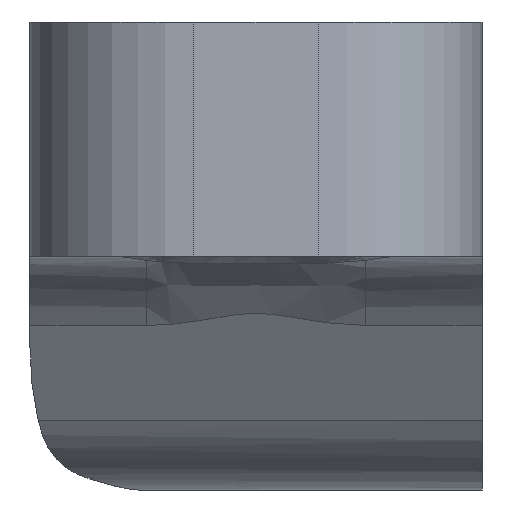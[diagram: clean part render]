
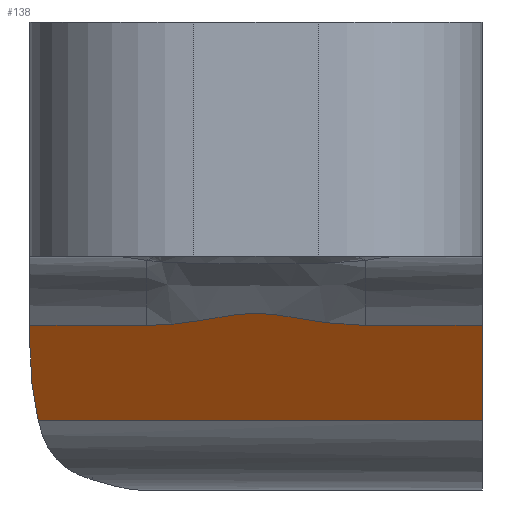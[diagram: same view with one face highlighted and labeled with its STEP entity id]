
A CAD part, front view. The second image highlights one B-rep face of the part: STEP entity #138.
In plain terms, the highlighted planar face has unit normal (0, -0.832, -0.555).
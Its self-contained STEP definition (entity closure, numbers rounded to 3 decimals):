
#45 = CARTESIAN_POINT ( 'NONE',  ( 10.5, -35., 0. ) ) ;
#138 = ADVANCED_FACE ( 'NONE', ( #1987 ), #2544, .F. ) ;
#192 = LINE ( 'NONE', #1108, #2797 ) ;
#269 = CARTESIAN_POINT ( 'NONE',  ( -1.15, -42.323, 10.984 ) ) ;
#286 = B_SPLINE_CURVE_WITH_KNOTS ( 'NONE', 3,
 ( #932, #712, #483, #1375, #2276, #269, #1158, #2064, #2076, #943, #1844, #724, #500, #1393, #801, #2162, #829, #785, #2554, #373 ),
 .UNSPECIFIED., .F., .F.,
 ( 4, 2, 2, 2, 2, 2, 2, 2, 2, 4 ),
 ( 0., 0.002, 0.004, 0.005, 0.006, 0.007, 0.009, 0.011, 0.013, 0.014 ),
 .UNSPECIFIED. ) ;
#289 = VERTEX_POINT ( 'NONE', #2142 ) ;
#373 = CARTESIAN_POINT ( 'NONE',  ( -11.007, -42.031, 10.547 ) ) ;
#377 = LINE ( 'NONE', #1728, #1186 ) ;
#381 = CARTESIAN_POINT ( 'NONE',  ( 10.5, -42.031, 10.547 ) ) ;
#400 = EDGE_CURVE ( 'NONE', #2189, #1315, #192, .T. ) ;
#479 = CARTESIAN_POINT ( 'NONE',  ( -11.007, -42.031, 10.547 ) ) ;
#483 = CARTESIAN_POINT ( 'NONE',  ( 1.804, -42.054, 10.58 ) ) ;
#488 = VERTEX_POINT ( 'NONE', #2023 ) ;
#500 = CARTESIAN_POINT ( 'NONE',  ( -5.235, -42.503, 11.255 ) ) ;
#549 = VECTOR ( 'NONE', #756, 1000. ) ;
#566 =( BOUNDED_CURVE ( )  B_SPLINE_CURVE ( 3, ( #1316, #2214, #1275, #2020 ),
 .UNSPECIFIED., .F., .T. ) 
 B_SPLINE_CURVE_WITH_KNOTS ( ( 4, 4 ),
 ( 1.571, 1.9 ),
 .UNSPECIFIED. ) 
 CURVE ( )  GEOMETRIC_REPRESENTATION_ITEM ( )  RATIONAL_B_SPLINE_CURVE ( ( 1., 0.991, 0.991, 1. ) ) 
 REPRESENTATION_ITEM ( '' )  );
#585 = ORIENTED_EDGE ( 'NONE', *, *, #1333, .F. ) ;
#617 = EDGE_LOOP ( 'NONE', ( #2312, #1042, #2829, #2710, #585, #1473, #1277 ) ) ;
#624 = LINE ( 'NONE', #1331, #726 ) ;
#645 = AXIS2_PLACEMENT_3D ( 'NONE', #1412, #1192, #1148 ) ;
#674 = EDGE_CURVE ( 'NONE', #1397, #2805, #2762, .T. ) ;
#712 = CARTESIAN_POINT ( 'NONE',  ( 2.403, -42.031, 10.547 ) ) ;
#724 = CARTESIAN_POINT ( 'NONE',  ( -4.659, -42.548, 11.321 ) ) ;
#726 = VECTOR ( 'NONE', #2683, 1000. ) ;
#744 = EDGE_CURVE ( 'NONE', #289, #2189, #286, .T. ) ;
#756 = DIRECTION ( 'NONE',  ( 0., 0.555, -0.832 ) ) ;
#785 = CARTESIAN_POINT ( 'NONE',  ( -9.838, -42.052, 10.578 ) ) ;
#801 = CARTESIAN_POINT ( 'NONE',  ( -6.957, -42.31, 10.965 ) ) ;
#829 = CARTESIAN_POINT ( 'NONE',  ( -8.68, -42.128, 10.692 ) ) ;
#870 = DIRECTION ( 'NONE',  ( 0., -0.555, 0.832 ) ) ;
#932 = CARTESIAN_POINT ( 'NONE',  ( 3.007, -42.031, 10.547 ) ) ;
#943 = CARTESIAN_POINT ( 'NONE',  ( -3.496, -42.545, 11.317 ) ) ;
#945 = EDGE_CURVE ( 'NONE', #2335, #488, #566, .T. ) ;
#1042 = ORIENTED_EDGE ( 'NONE', *, *, #2434, .T. ) ;
#1108 = CARTESIAN_POINT ( 'NONE',  ( -18.5, -42.031, 10.547 ) ) ;
#1148 = DIRECTION ( 'NONE',  ( 0., -0.555, 0.832 ) ) ;
#1158 = CARTESIAN_POINT ( 'NONE',  ( -1.737, -42.398, 11.097 ) ) ;
#1186 = VECTOR ( 'NONE', #2617, 1000. ) ;
#1192 = DIRECTION ( 'NONE',  ( 0., 0.832, 0.555 ) ) ;
#1275 = CARTESIAN_POINT ( 'NONE',  ( -18.319, -39.012, 6.018 ) ) ;
#1277 = ORIENTED_EDGE ( 'NONE', *, *, #1896, .T. ) ;
#1315 = VERTEX_POINT ( 'NONE', #2548 ) ;
#1316 = CARTESIAN_POINT ( 'NONE',  ( -18.5, -41.202, 9.303 ) ) ;
#1331 = CARTESIAN_POINT ( 'NONE',  ( 10.5, -37.969, 4.453 ) ) ;
#1333 = EDGE_CURVE ( 'NONE', #2335, #1315, #2211, .T. ) ;
#1375 = CARTESIAN_POINT ( 'NONE',  ( 0.615, -42.133, 10.7 ) ) ;
#1393 = CARTESIAN_POINT ( 'NONE',  ( -6.384, -42.383, 11.074 ) ) ;
#1397 = VERTEX_POINT ( 'NONE', #381 ) ;
#1412 = CARTESIAN_POINT ( 'NONE',  ( -18.5, -35., 0. ) ) ;
#1473 = ORIENTED_EDGE ( 'NONE', *, *, #945, .T. ) ;
#1534 = DIRECTION ( 'NONE',  ( -1., 0., 0. ) ) ;
#1536 = CARTESIAN_POINT ( 'NONE',  ( -18.5, -35., 0. ) ) ;
#1702 = CARTESIAN_POINT ( 'NONE',  ( 10.5, -37.969, 4.453 ) ) ;
#1728 = CARTESIAN_POINT ( 'NONE',  ( -18.5, -42.031, 10.547 ) ) ;
#1844 = CARTESIAN_POINT ( 'NONE',  ( -3.788, -42.553, 11.329 ) ) ;
#1896 = EDGE_CURVE ( 'NONE', #488, #2805, #624, .T. ) ;
#1987 = FACE_OUTER_BOUND ( 'NONE', #617, .T. ) ;
#2020 = CARTESIAN_POINT ( 'NONE',  ( -17.963, -37.969, 4.453 ) ) ;
#2023 = CARTESIAN_POINT ( 'NONE',  ( -17.963, -37.969, 4.453 ) ) ;
#2064 = CARTESIAN_POINT ( 'NONE',  ( -2.618, -42.486, 11.229 ) ) ;
#2076 = CARTESIAN_POINT ( 'NONE',  ( -2.911, -42.511, 11.267 ) ) ;
#2142 = CARTESIAN_POINT ( 'NONE',  ( 3.007, -42.031, 10.547 ) ) ;
#2162 = CARTESIAN_POINT ( 'NONE',  ( -8.105, -42.183, 10.775 ) ) ;
#2171 = CARTESIAN_POINT ( 'NONE',  ( -18.5, -41.202, 9.303 ) ) ;
#2189 = VERTEX_POINT ( 'NONE', #479 ) ;
#2211 = LINE ( 'NONE', #1536, #2747 ) ;
#2214 = CARTESIAN_POINT ( 'NONE',  ( -18.5, -40.1, 7.649 ) ) ;
#2276 = CARTESIAN_POINT ( 'NONE',  ( 0.025, -42.191, 10.787 ) ) ;
#2312 = ORIENTED_EDGE ( 'NONE', *, *, #674, .F. ) ;
#2335 = VERTEX_POINT ( 'NONE', #2171 ) ;
#2434 = EDGE_CURVE ( 'NONE', #1397, #289, #377, .T. ) ;
#2544 = PLANE ( 'NONE',  #645 ) ;
#2548 = CARTESIAN_POINT ( 'NONE',  ( -18.5, -42.031, 10.547 ) ) ;
#2554 = CARTESIAN_POINT ( 'NONE',  ( -10.421, -42.031, 10.547 ) ) ;
#2617 = DIRECTION ( 'NONE',  ( -1., 0., 0. ) ) ;
#2683 = DIRECTION ( 'NONE',  ( 1., 0., 0. ) ) ;
#2710 = ORIENTED_EDGE ( 'NONE', *, *, #400, .T. ) ;
#2747 = VECTOR ( 'NONE', #870, 1000. ) ;
#2762 = LINE ( 'NONE', #45, #549 ) ;
#2797 = VECTOR ( 'NONE', #1534, 1000. ) ;
#2805 = VERTEX_POINT ( 'NONE', #1702 ) ;
#2829 = ORIENTED_EDGE ( 'NONE', *, *, #744, .T. ) ;
